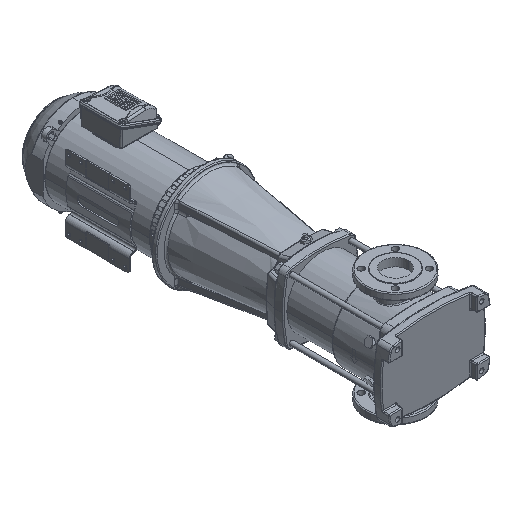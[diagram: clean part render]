
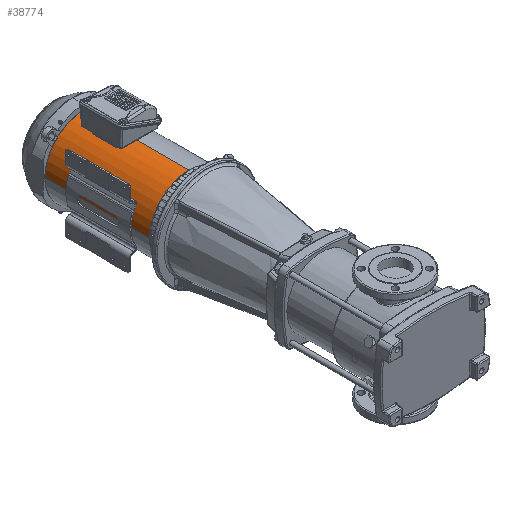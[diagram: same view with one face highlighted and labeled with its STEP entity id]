
A CAD part, isometric view. The second image highlights one B-rep face of the part: STEP entity #38774.
In plain terms, the highlighted cylindrical face has radius 124.3 mm (diameter 248.6 mm), a partial arc.
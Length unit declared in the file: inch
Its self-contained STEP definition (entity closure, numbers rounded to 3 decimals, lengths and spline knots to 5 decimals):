
#981 = EDGE_LOOP ( 'NONE', ( #13074, #47164, #122479, #144898 ) ) ;
#9957 = DIRECTION ( 'NONE',  ( -1., 0., 0. ) ) ;
#13074 = ORIENTED_EDGE ( 'NONE', *, *, #149265, .T. ) ;
#17950 = EDGE_CURVE ( 'NONE', #112146, #66293, #52042, .T. ) ;
#20118 = CIRCLE ( 'NONE', #59196, 4.8937 ) ;
#21563 = DIRECTION ( 'NONE',  ( -1., 0., 0. ) ) ;
#22354 = AXIS2_PLACEMENT_3D ( 'NONE', #95396, #70896, #56241 ) ;
#24775 = LINE ( 'NONE', #108904, #92203 ) ;
#28679 = EDGE_CURVE ( 'NONE', #93418, #127228, #24775, .T. ) ;
#33555 = VECTOR ( 'NONE', #139389, 39.37008 ) ;
#38774 = ADVANCED_FACE ( 'NONE', ( #57849 ), #157452, .T. ) ;
#42552 = CARTESIAN_POINT ( 'NONE',  ( 6.01795, -5.64244, 0.00085 ) ) ;
#47164 = ORIENTED_EDGE ( 'NONE', *, *, #17950, .T. ) ;
#52042 = LINE ( 'NONE', #138570, #33555 ) ;
#56241 = DIRECTION ( 'NONE',  ( 0., 0., 1. ) ) ;
#57032 = CIRCLE ( 'NONE', #77875, 4.8937 ) ;
#57849 = FACE_OUTER_BOUND ( 'NONE', #981, .T. ) ;
#59196 = AXIS2_PLACEMENT_3D ( 'NONE', #110395, #9957, #147953 ) ;
#66293 = VERTEX_POINT ( 'NONE', #69025 ) ;
#69025 = CARTESIAN_POINT ( 'NONE',  ( -6.94937, -0.74874, 4.8937 ) ) ;
#70896 = DIRECTION ( 'NONE',  ( -1., 0., 0. ) ) ;
#75966 = EDGE_CURVE ( 'NONE', #127228, #66293, #20118, .T. ) ;
#77875 = AXIS2_PLACEMENT_3D ( 'NONE', #103071, #152899, #86795 ) ;
#86795 = DIRECTION ( 'NONE',  ( 0., -1., 0. ) ) ;
#92203 = VECTOR ( 'NONE', #21563, 39.37008 ) ;
#93418 = VERTEX_POINT ( 'NONE', #42552 ) ;
#95396 = CARTESIAN_POINT ( 'NONE',  ( 38.30292, -0.74874, 0. ) ) ;
#103071 = CARTESIAN_POINT ( 'NONE',  ( 6.01795, -0.74874, 0. ) ) ;
#108904 = CARTESIAN_POINT ( 'NONE',  ( 38.30292, -5.64244, 0.00085 ) ) ;
#110395 = CARTESIAN_POINT ( 'NONE',  ( -6.94937, -0.74874, 0. ) ) ;
#112146 = VERTEX_POINT ( 'NONE', #149571 ) ;
#122479 = ORIENTED_EDGE ( 'NONE', *, *, #75966, .F. ) ;
#127228 = VERTEX_POINT ( 'NONE', #133383 ) ;
#133383 = CARTESIAN_POINT ( 'NONE',  ( -6.94937, -5.64244, 0.00085 ) ) ;
#138570 = CARTESIAN_POINT ( 'NONE',  ( 38.30292, -0.74874, 4.8937 ) ) ;
#139389 = DIRECTION ( 'NONE',  ( -1., 0., 0. ) ) ;
#144898 = ORIENTED_EDGE ( 'NONE', *, *, #28679, .F. ) ;
#147953 = DIRECTION ( 'NONE',  ( 0., -1., 0. ) ) ;
#149265 = EDGE_CURVE ( 'NONE', #93418, #112146, #57032, .T. ) ;
#149571 = CARTESIAN_POINT ( 'NONE',  ( 6.01795, -0.74874, 4.8937 ) ) ;
#152899 = DIRECTION ( 'NONE',  ( -1., 0., 0. ) ) ;
#157452 = CYLINDRICAL_SURFACE ( 'NONE', #22354, 4.8937 ) ;
